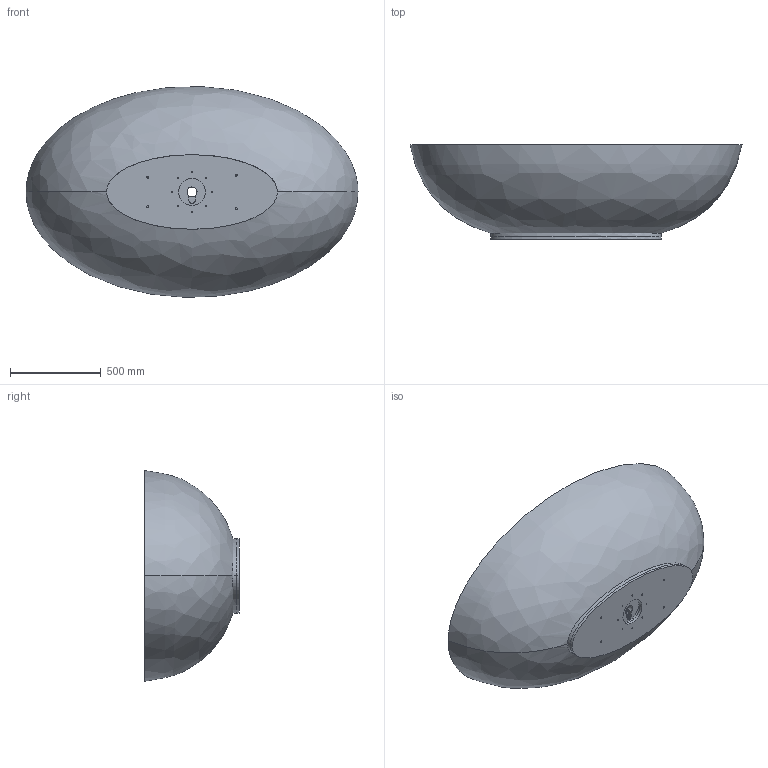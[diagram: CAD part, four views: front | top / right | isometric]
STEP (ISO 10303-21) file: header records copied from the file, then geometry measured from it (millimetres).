
FILE_DESCRIPTION (( 'STEP AP214' ), '1' );
FILE_NAME ('Z692 Epona.STEP', '2017-01-26T07:57:09', ( 'User' ), ( '' ), 'SwSTEP 2.0', 'SolidWorks 2015', '' );
FILE_SCHEMA (( 'AUTOMOTIVE_DESIGN' ));
Length unit declared in the file: millimetre
Products named in the file (1): Z692 Epona
Bounding box: 1824.79 x 520.38 x 1158.19 mm (x, y, z)
Volume: 178096666.9 mm3; surface area: 5788143.1 mm2
Topology: 1 solids, 1 shells, 81 faces, 204 edges, 133 vertices
Faces by surface type: cylinder 45, plane 25, bspline 11
Entity records: 7403 total; most frequent: CARTESIAN_POINT 5434, ORIENTED_EDGE 408, DIRECTION 380, EDGE_CURVE 204, AXIS2_PLACEMENT_3D 154, VERTEX_POINT 133, EDGE_LOOP 107, CIRCLE 83
